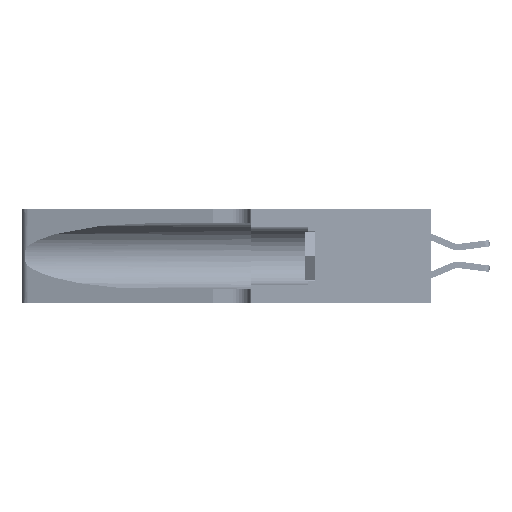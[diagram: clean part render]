
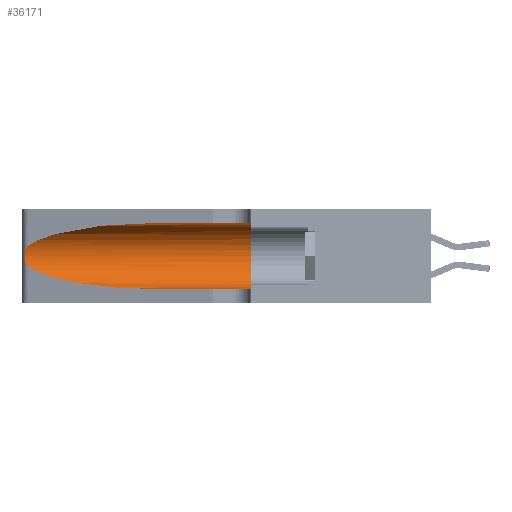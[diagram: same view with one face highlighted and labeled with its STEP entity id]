
A CAD part, left-side view. The second image highlights one B-rep face of the part: STEP entity #36171.
In plain terms, the highlighted cylindrical face has radius 3.308 mm (diameter 6.617 mm), a partial arc.
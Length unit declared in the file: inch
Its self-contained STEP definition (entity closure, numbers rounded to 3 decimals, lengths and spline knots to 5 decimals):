
#2613 = VERTEX_POINT ( 'NONE', #34357 ) ;
#2747 = CARTESIAN_POINT ( 'NONE',  ( 0.1305, 1.61858, 0.31525 ) ) ;
#3255 = VERTEX_POINT ( 'NONE', #36852 ) ;
#3819 = EDGE_CURVE ( 'NONE', #22260, #31905, #38105, .T. ) ;
#5247 = CARTESIAN_POINT ( 'NONE',  ( 0.25487, 1.22718, 0.14631 ) ) ;
#9160 = DIRECTION ( 'NONE',  ( 0., -1., 0. ) ) ;
#11770 = ORIENTED_EDGE ( 'NONE', *, *, #3819, .T. ) ;
#11870 = CARTESIAN_POINT ( 'NONE',  ( 0.1305, 1.61858, 0.185 ) ) ;
#11960 = DIRECTION ( 'NONE',  ( 0., 0., 1. ) ) ;
#12098 = CARTESIAN_POINT ( 'NONE',  ( 0.26018, 1.23835, 0.19895 ) ) ;
#13068 = EDGE_CURVE ( 'NONE', #3255, #30002, #30025, .T. ) ;
#14241 = DIRECTION ( 'NONE',  ( 0., -1., 0. ) ) ;
#15178 = CARTESIAN_POINT ( 'NONE',  ( 0.25789, 1.23486, 0.15765 ) ) ;
#15606 = ORIENTED_EDGE ( 'NONE', *, *, #39856, .F. ) ;
#15718 = CARTESIAN_POINT ( 'NONE',  ( 0.18966, 0.96281, 0.31525 ) ) ;
#15868 = CARTESIAN_POINT ( 'NONE',  ( 0.25487, 1.22718, 0.14631 ) ) ;
#16757 = AXIS2_PLACEMENT_3D ( 'NONE', #24584, #21583, #11960 ) ;
#18054 = CARTESIAN_POINT ( 'NONE',  ( 0.26017, 1.23833, 0.17102 ) ) ;
#18138 = VECTOR ( 'NONE', #9160, 39.37008 ) ;
#18479 = CARTESIAN_POINT ( 'NONE',  ( 0.25787, 1.23484, 0.2124 ) ) ;
#18611 = CARTESIAN_POINT ( 'NONE',  ( 0.25555, 1.22994, 0.2215 ) ) ;
#19258 =( BOUNDED_CURVE ( )  B_SPLINE_CURVE ( 3, ( #25344, #26281, #29470, #29605 ),
 .UNSPECIFIED., .F., .F. ) 
 B_SPLINE_CURVE_WITH_KNOTS ( ( 4, 4 ),
 ( 3.44316, 4.71239 ),
 .UNSPECIFIED. ) 
 CURVE ( )  GEOMETRIC_REPRESENTATION_ITEM ( )  RATIONAL_B_SPLINE_CURVE ( ( 1., 0.87, 0.87, 1. ) ) 
 REPRESENTATION_ITEM ( '' )  );
#19848 = EDGE_CURVE ( 'NONE', #30002, #36418, #35229, .T. ) ;
#20444 = FACE_OUTER_BOUND ( 'NONE', #27362, .T. ) ;
#20725 = CIRCLE ( 'NONE', #16757, 0.13025 ) ;
#20727 = VECTOR ( 'NONE', #14241, 39.37008 ) ;
#21098 = DIRECTION ( 'NONE',  ( 0., -1., 0. ) ) ;
#21583 = DIRECTION ( 'NONE',  ( 0., 1., 0. ) ) ;
#22260 = VERTEX_POINT ( 'NONE', #28892 ) ;
#23970 = DIRECTION ( 'NONE',  ( 0., 0., -1. ) ) ;
#24584 = CARTESIAN_POINT ( 'NONE',  ( 0.1305, 0.35, 0.185 ) ) ;
#24729 = CARTESIAN_POINT ( 'NONE',  ( 0.25856, 1.23593, 0.16098 ) ) ;
#25344 = CARTESIAN_POINT ( 'NONE',  ( 0.25487, 1.22718, 0.14631 ) ) ;
#26281 = CARTESIAN_POINT ( 'NONE',  ( 0.2373, 1.15595, 0.08982 ) ) ;
#26850 = AXIS2_PLACEMENT_3D ( 'NONE', #11870, #21098, #23970 ) ;
#27362 = EDGE_LOOP ( 'NONE', ( #35853, #39938, #32011, #11770, #38088, #15606 ) ) ;
#27705 = CARTESIAN_POINT ( 'NONE',  ( 0.2373, 1.15595, 0.28018 ) ) ;
#27820 = CARTESIAN_POINT ( 'NONE',  ( 0.25639, 1.23184, 0.21858 ) ) ;
#28892 = CARTESIAN_POINT ( 'NONE',  ( 0.1305, 0.72297, 0.05475 ) ) ;
#29138 = EDGE_CURVE ( 'NONE', #36418, #22260, #19258, .T. ) ;
#29470 = CARTESIAN_POINT ( 'NONE',  ( 0.18966, 0.96281, 0.05475 ) ) ;
#29605 = CARTESIAN_POINT ( 'NONE',  ( 0.1305, 0.72297, 0.05475 ) ) ;
#30002 = VERTEX_POINT ( 'NONE', #39578 ) ;
#30025 =( BOUNDED_CURVE ( )  B_SPLINE_CURVE ( 3, ( #31180, #15718, #27705, #33879 ),
 .UNSPECIFIED., .F., .T. ) 
 B_SPLINE_CURVE_WITH_KNOTS ( ( 4, 4 ),
 ( 1.5708, 2.84003 ),
 .UNSPECIFIED. ) 
 CURVE ( )  GEOMETRIC_REPRESENTATION_ITEM ( )  RATIONAL_B_SPLINE_CURVE ( ( 1., 0.87, 0.87, 1. ) ) 
 REPRESENTATION_ITEM ( '' )  );
#30540 = CYLINDRICAL_SURFACE ( 'NONE', #26850, 0.13025 ) ;
#30610 = CARTESIAN_POINT ( 'NONE',  ( 0.25854, 1.2359, 0.20912 ) ) ;
#31180 = CARTESIAN_POINT ( 'NONE',  ( 0.1305, 0.72297, 0.31525 ) ) ;
#31905 = VERTEX_POINT ( 'NONE', #37694 ) ;
#32011 = ORIENTED_EDGE ( 'NONE', *, *, #29138, .T. ) ;
#33743 = CARTESIAN_POINT ( 'NONE',  ( 0.26075, 1.23896, 0.178 ) ) ;
#33872 = CARTESIAN_POINT ( 'NONE',  ( 0.26075, 1.23896, 0.19203 ) ) ;
#33879 = CARTESIAN_POINT ( 'NONE',  ( 0.25487, 1.22718, 0.22369 ) ) ;
#34357 = CARTESIAN_POINT ( 'NONE',  ( 0.1305, 0.35, 0.31525 ) ) ;
#35229 = B_SPLINE_CURVE_WITH_KNOTS ( 'NONE', 3,
 ( #36568, #18611, #27820, #18479, #30610, #12098, #33872, #33743, #18054, #24729, #15178, #36845, #39964, #5247 ),
 .UNSPECIFIED., .F., .F.,
 ( 4, 2, 2, 2, 2, 2, 4 ),
 ( 0., 0.00027, 0.00053, 0.00107, 0.0016, 0.00187, 0.00214 ),
 .UNSPECIFIED. ) ;
#35555 = LINE ( 'NONE', #2747, #18138 ) ;
#35853 = ORIENTED_EDGE ( 'NONE', *, *, #13068, .T. ) ;
#36171 = ADVANCED_FACE ( 'NONE', ( #20444 ), #30540, .F. ) ;
#36418 = VERTEX_POINT ( 'NONE', #15868 ) ;
#36568 = CARTESIAN_POINT ( 'NONE',  ( 0.25487, 1.22718, 0.22369 ) ) ;
#36590 = CARTESIAN_POINT ( 'NONE',  ( 0.1305, 1.61858, 0.05475 ) ) ;
#36845 = CARTESIAN_POINT ( 'NONE',  ( 0.25639, 1.23186, 0.15144 ) ) ;
#36852 = CARTESIAN_POINT ( 'NONE',  ( 0.1305, 0.72297, 0.31525 ) ) ;
#37694 = CARTESIAN_POINT ( 'NONE',  ( 0.1305, 0.35, 0.05475 ) ) ;
#38088 = ORIENTED_EDGE ( 'NONE', *, *, #38414, .F. ) ;
#38105 = LINE ( 'NONE', #36590, #20727 ) ;
#38414 = EDGE_CURVE ( 'NONE', #2613, #31905, #20725, .T. ) ;
#39578 = CARTESIAN_POINT ( 'NONE',  ( 0.25487, 1.22718, 0.22369 ) ) ;
#39856 = EDGE_CURVE ( 'NONE', #3255, #2613, #35555, .T. ) ;
#39938 = ORIENTED_EDGE ( 'NONE', *, *, #19848, .T. ) ;
#39964 = CARTESIAN_POINT ( 'NONE',  ( 0.25555, 1.22993, 0.14849 ) ) ;
